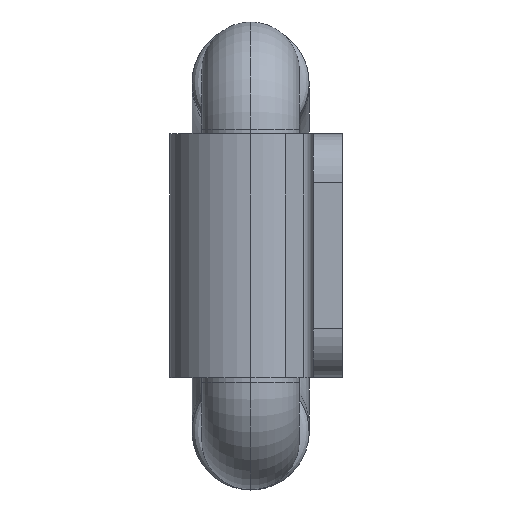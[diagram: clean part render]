
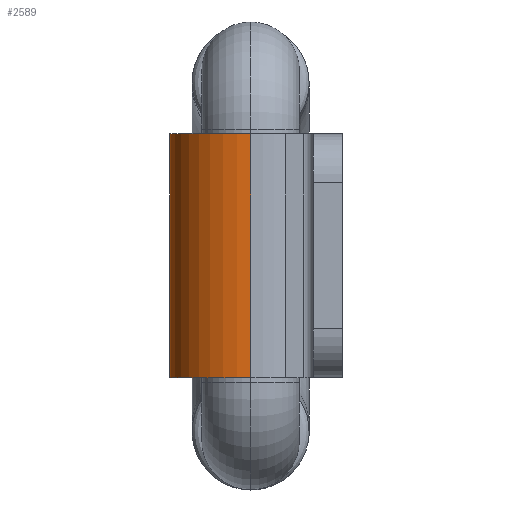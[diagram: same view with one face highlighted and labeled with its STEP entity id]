
A CAD part, left-side view. The second image highlights one B-rep face of the part: STEP entity #2589.
In plain terms, the highlighted cylindrical face has radius 8.3 mm (diameter 16.6 mm), a partial arc.
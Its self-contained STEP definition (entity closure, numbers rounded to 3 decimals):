
#512 = CARTESIAN_POINT ( 'NONE',  ( 0., 0., -12.5 ) ) ;
#519 = DIRECTION ( 'NONE',  ( 0., 0., 1. ) ) ;
#520 = DIRECTION ( 'NONE',  ( 1., 0., 0. ) ) ;
#521 = CARTESIAN_POINT ( 'NONE',  ( 0., 0., 12.5 ) ) ;
#522 = DIRECTION ( 'NONE',  ( 0., 0., 1. ) ) ;
#523 = DIRECTION ( 'NONE',  ( 1., 0., 0. ) ) ;
#531 = LINE ( 'NONE', #532, #600 ) ;
#532 = CARTESIAN_POINT ( 'NONE',  ( -8.3, 0., 12.5 ) ) ;
#533 = DIRECTION ( 'NONE',  ( 0., 0., -1. ) ) ;
#576 = CIRCLE ( 'NONE', #591, 8.3 ) ;
#577 = CIRCLE ( 'NONE', #595, 8.3 ) ;
#591 = AXIS2_PLACEMENT_3D ( 'NONE', #512, #519, #520 ) ;
#595 = AXIS2_PLACEMENT_3D ( 'NONE', #521, #522, #523 ) ;
#600 = VECTOR ( 'NONE', #533, 1000. ) ;
#1007 = CARTESIAN_POINT ( 'NONE',  ( -8.3, 0., 12.5 ) ) ;
#1306 = CARTESIAN_POINT ( 'NONE',  ( 0., 0., 12.5 ) ) ;
#1307 = DIRECTION ( 'NONE',  ( 0., 0., -1. ) ) ;
#1308 = DIRECTION ( 'NONE',  ( -1., 0., 0. ) ) ;
#1407 = FACE_OUTER_BOUND ( 'NONE', #1870, .T. ) ;
#1408 = AXIS2_PLACEMENT_3D ( 'NONE', #1306, #1307, #1308 ) ;
#1409 = CYLINDRICAL_SURFACE ( 'NONE', #1408, 8.3 ) ;
#1424 = VECTOR ( 'NONE', #1455, 1000. ) ;
#1453 = LINE ( 'NONE', #1454, #1424 ) ;
#1454 = CARTESIAN_POINT ( 'NONE',  ( 8.3, 0., 12.5 ) ) ;
#1455 = DIRECTION ( 'NONE',  ( 0., 0., -1. ) ) ;
#1576 = CARTESIAN_POINT ( 'NONE',  ( 8.3, 0., 12.5 ) ) ;
#1577 = CARTESIAN_POINT ( 'NONE',  ( 8.3, 0., -12.5 ) ) ;
#1578 = CARTESIAN_POINT ( 'NONE',  ( -8.3, 0., -12.5 ) ) ;
#1870 = EDGE_LOOP ( 'NONE', ( #2813, #2811, #2820, #2821 ) ) ;
#2112 = EDGE_CURVE ( 'NONE', #2791, #2792, #576, .T. ) ;
#2113 = EDGE_CURVE ( 'NONE', #2790, #2801, #577, .T. ) ;
#2116 = EDGE_CURVE ( 'NONE', #2801, #2792, #531, .T. ) ;
#2589 = ADVANCED_FACE ( 'NONE', ( #1407 ), #1409, .T. ) ;
#2679 = EDGE_CURVE ( 'NONE', #2790, #2791, #1453, .T. ) ;
#2790 = VERTEX_POINT ( 'NONE', #1576 ) ;
#2791 = VERTEX_POINT ( 'NONE', #1577 ) ;
#2792 = VERTEX_POINT ( 'NONE', #1578 ) ;
#2801 = VERTEX_POINT ( 'NONE', #1007 ) ;
#2811 = ORIENTED_EDGE ( 'NONE', *, *, #2679, .T. ) ;
#2813 = ORIENTED_EDGE ( 'NONE', *, *, #2113, .F. ) ;
#2820 = ORIENTED_EDGE ( 'NONE', *, *, #2112, .T. ) ;
#2821 = ORIENTED_EDGE ( 'NONE', *, *, #2116, .F. ) ;
